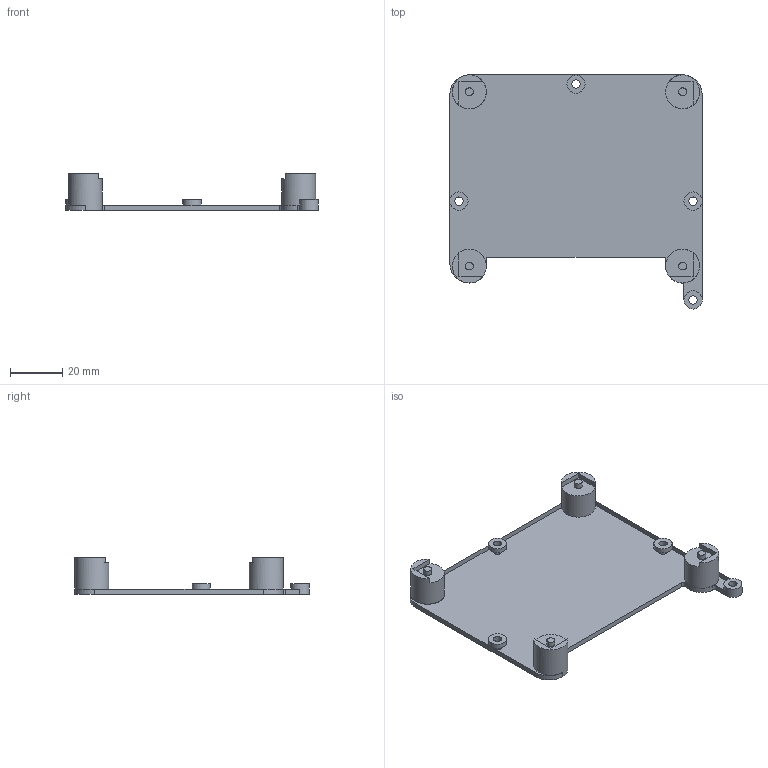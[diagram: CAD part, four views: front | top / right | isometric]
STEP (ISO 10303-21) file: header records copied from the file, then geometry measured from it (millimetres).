
FILE_DESCRIPTION(/* description */ (''),/* implementation_level */ '2;1');
FILE_NAME(/* name */ '3D_Druck_V01.stp',/* time_stamp */ '2023-03-20T13:33:58+01:00',/* author */ ('Admin'),/* organization */ (''),/* preprocessor_version */ 'ST-DEVELOPER v19',/* originating_system */ 'Autodesk Inventor 2023',/* authorisation */ '');
FILE_SCHEMA (('AUTOMOTIVE_DESIGN { 1 0 10303 214 3 1 1 }'));
Length unit declared in the file: millimetre
Products named in the file (1): 3D_Druck_Teil_V2
Bounding box: 97 x 90 x 14 mm (x, y, z)
Volume: 19987.7 mm3; surface area: 17214.8 mm2
Topology: 1 solids, 1 shells, 56 faces, 139 edges, 90 vertices
Faces by surface type: plane 33, cylinder 23
Full cylindrical faces by diameter (mm): 3 x4, 3.2 x4, 7 x4, 13 x4
Entity records: 1746 total; most frequent: DIRECTION 314, CARTESIAN_POINT 286, ORIENTED_EDGE 278, EDGE_CURVE 139, AXIS2_PLACEMENT_3D 118, VERTEX_POINT 89, LINE 78, VECTOR 78
